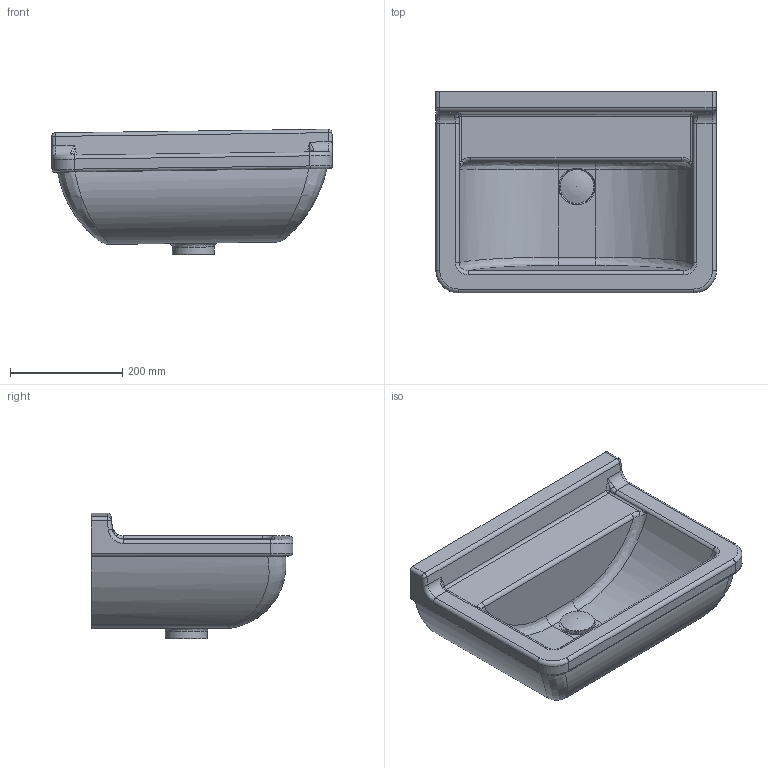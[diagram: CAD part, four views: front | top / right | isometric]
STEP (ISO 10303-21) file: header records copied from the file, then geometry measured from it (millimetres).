
FILE_DESCRIPTION((''),'2;1');
FILE_NAME('030750.stp','2007-07-11T20:16:34',('Huebner'),(''),'Autodesk Inventor 11','Autodesk Inventor 11','');
FILE_SCHEMA(('AUTOMOTIVE_DESIGN { 1 0 10303 214 1 1 1 1 }'));
Length unit declared in the file: millimetre
Products named in the file (4): 030750; Kelch; Stopfen
Assembly tree (3 placements, depth 2):
  030750
    030750
    Kelch
    Stopfen
Bounding box: 500.73 x 360 x 223.75 mm (x, y, z)
Volume: 12308816.9 mm3; surface area: 813518.4 mm2
Topology: 3 solids, 3 shells, 124 faces, 309 edges, 182 vertices
Faces by surface type: cylinder 50, plane 31, bspline 26, torus 12, cone 3, sphere 2
Full cylindrical faces by diameter (mm): 15 x2, 42 x1, 44 x1, 52 x1, 60 x1, 75 x1
Entity records: 9522 total; most frequent: CARTESIAN_POINT 6684, ORIENTED_EDGE 570, DIRECTION 561, EDGE_CURVE 285, AXIS2_PLACEMENT_3D 223, VERTEX_POINT 178, EDGE_LOOP 143, FACE_OUTER_BOUND 124
